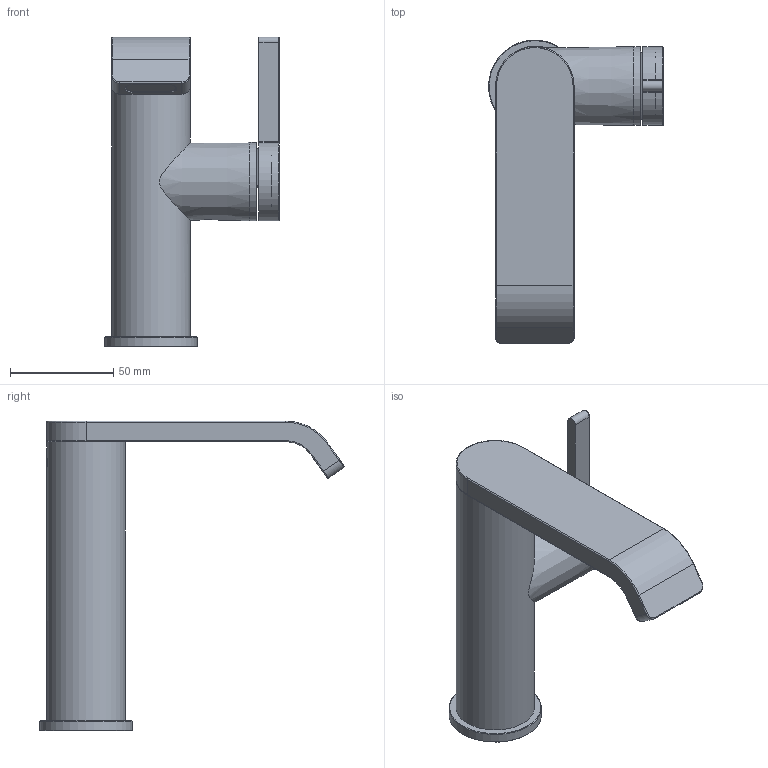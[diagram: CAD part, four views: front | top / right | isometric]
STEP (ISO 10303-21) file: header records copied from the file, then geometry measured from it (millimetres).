
FILE_DESCRIPTION(/* description */ (''),/* implementation_level */ '2;1');
FILE_NAME(/* name */ '3D_TVW106116152_Dawn.step',/* time_stamp */ '2023-01-19T16:25:20+01:00',/* author */ (''),/* organization */ (''),/* preprocessor_version */ 'ST-DEVELOPER v19.2',/* originating_system */ 'Autodesk Translation Framework v11.17.0.187',/* authorisation */ '');
FILE_SCHEMA (('AUTOMOTIVE_DESIGN { 1 0 10303 214 3 1 1 }'));
Length unit declared in the file: millimetre
Products named in the file (17): (Nicht gespeichert); 01000338_AF1_ASM; 01000337_AF2_ASM; 12000703_AF4; 05000016; 12000701_AF6; 16002256_AF6_ASM; 03000231_AF6; 12000518; 17000082_AF1_ASM; 02000393_AF0_ASM; 02000382_AF1; 16002243_ASM; 11000086_ASM; 11000086A; Komponente15; Komponente16
Assembly tree (16 placements, depth 5):
  (Nicht gespeichert)
    01000338_AF1_ASM
      01000337_AF2_ASM
        12000703_AF4
    05000016
    12000701_AF6
    16002256_AF6_ASM
      03000231_AF6
    12000518
    17000082_AF1_ASM
      02000393_AF0_ASM
        02000382_AF1
      16002243_ASM
        11000086_ASM
          11000086A
    Komponente15
    Komponente16
Bounding box: 84.7 x 147.3 x 150 mm (x, y, z)
Volume: 158698.2 mm3; surface area: 49724 mm2
Topology: 5 solids, 8 shells, 154 faces, 338 edges, 208 vertices
Faces by surface type: plane 55, cylinder 49, cone 25, torus 18, bspline 5, sphere 2
Full cylindrical faces by diameter (mm): 4.9 x1, 6.5 x1, 7.2 x1, 33.2 x1, 34 x1, 35 x2, 35.2 x1, 37 x1, 38 x2, 42 x1, 44.8 x1
Entity records: 6881 total; most frequent: CARTESIAN_POINT 2988, DIRECTION 845, ORIENTED_EDGE 667, AXIS2_PLACEMENT_3D 347, EDGE_CURVE 338, VERTEX_POINT 208, EDGE_LOOP 169, CIRCLE 163
